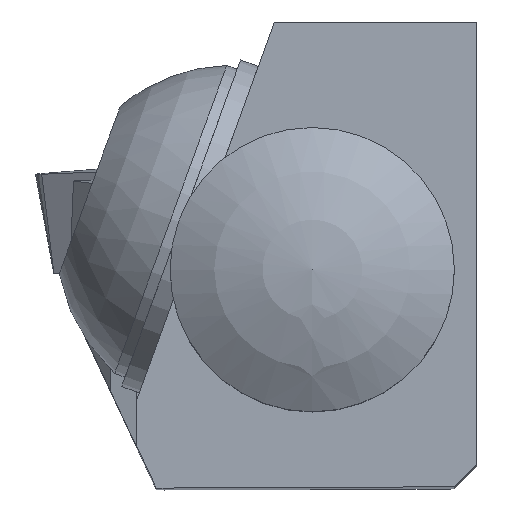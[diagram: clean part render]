
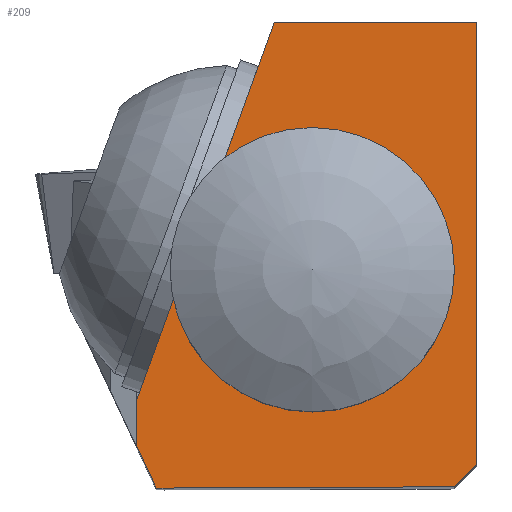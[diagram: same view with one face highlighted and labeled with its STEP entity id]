
A CAD part, top view. The second image highlights one B-rep face of the part: STEP entity #209.
In plain terms, the highlighted planar face has unit normal (0, 0, 1).
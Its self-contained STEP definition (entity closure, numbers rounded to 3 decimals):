
#115=FACE_BOUND('',#319,.T.);
#116=FACE_BOUND('',#320,.T.);
#173=CIRCLE('',#977,2.5);
#209=ADVANCED_FACE('',(#115,#116),#259,.F.);
#259=PLANE('',#978);
#319=EDGE_LOOP('',(#435));
#320=EDGE_LOOP('',(#436,#437,#438,#439,#440,#441,#442,#443));
#435=ORIENTED_EDGE('',*,*,#701,.T.);
#436=ORIENTED_EDGE('',*,*,#702,.F.);
#437=ORIENTED_EDGE('',*,*,#703,.T.);
#438=ORIENTED_EDGE('',*,*,#693,.T.);
#439=ORIENTED_EDGE('',*,*,#704,.T.);
#440=ORIENTED_EDGE('',*,*,#690,.F.);
#441=ORIENTED_EDGE('',*,*,#705,.T.);
#442=ORIENTED_EDGE('',*,*,#706,.F.);
#443=ORIENTED_EDGE('',*,*,#699,.T.);
#610=VERTEX_POINT('',#1383);
#611=VERTEX_POINT('',#1385);
#613=VERTEX_POINT('',#1391);
#614=VERTEX_POINT('',#1392);
#618=VERTEX_POINT('',#1402);
#619=VERTEX_POINT('',#1404);
#620=VERTEX_POINT('',#1408);
#621=VERTEX_POINT('',#1410);
#622=VERTEX_POINT('',#1414);
#690=EDGE_CURVE('',#610,#611,#785,.T.);
#693=EDGE_CURVE('',#613,#614,#787,.T.);
#699=EDGE_CURVE('',#619,#618,#793,.T.);
#701=EDGE_CURVE('',#620,#620,#173,.T.);
#702=EDGE_CURVE('',#621,#618,#795,.T.);
#703=EDGE_CURVE('',#621,#613,#796,.T.);
#704=EDGE_CURVE('',#614,#611,#797,.T.);
#705=EDGE_CURVE('',#610,#622,#798,.T.);
#706=EDGE_CURVE('',#619,#622,#799,.T.);
#785=LINE('',#1384,#851);
#787=LINE('',#1390,#853);
#793=LINE('',#1403,#859);
#795=LINE('',#1409,#861);
#796=LINE('',#1411,#862);
#797=LINE('',#1412,#863);
#798=LINE('',#1413,#864);
#799=LINE('',#1415,#865);
#851=VECTOR('',#1110,1.);
#853=VECTOR('',#1116,1.);
#859=VECTOR('',#1124,1.);
#861=VECTOR('',#1130,1.);
#862=VECTOR('',#1131,1.);
#863=VECTOR('',#1132,1.);
#864=VECTOR('',#1133,1.);
#865=VECTOR('',#1134,1.);
#977=AXIS2_PLACEMENT_3D('',#1407,#1128,#1129);
#978=AXIS2_PLACEMENT_3D('',#1416,#1135,#1136);
#1110=DIRECTION('',(0.342,0.94,0.));
#1116=DIRECTION('',(0.,1.,0.));
#1124=DIRECTION('',(1.,0.,0.));
#1128=DIRECTION('',(0.,0.,-1.));
#1129=DIRECTION('',(0.,-1.,0.));
#1130=DIRECTION('',(-1.,-0.004,0.));
#1131=DIRECTION('',(0.706,0.709,0.));
#1132=DIRECTION('',(-1.,0.,0.));
#1133=DIRECTION('',(0.,-1.,0.));
#1134=DIRECTION('',(-0.423,0.906,0.));
#1135=DIRECTION('',(0.,0.,-1.));
#1136=DIRECTION('',(0.,-1.,0.));
#1383=CARTESIAN_POINT('',(-10.75,2.8,-8.));
#1384=CARTESIAN_POINT('',(-11.769,0.,-8.));
#1385=CARTESIAN_POINT('',(-6.4,14.75,-8.));
#1390=CARTESIAN_POINT('',(0.,0.,-8.));
#1391=CARTESIAN_POINT('',(0.,0.743,-8.));
#1392=CARTESIAN_POINT('',(0.,14.75,-8.));
#1402=CARTESIAN_POINT('',(-9.883,0.,-8.));
#1403=CARTESIAN_POINT('',(-15.,0.,-8.));
#1404=CARTESIAN_POINT('',(-10.135,0.,-8.));
#1407=CARTESIAN_POINT('',(-5.2,6.9,-8.));
#1408=CARTESIAN_POINT('',(-5.2,4.4,-8.));
#1409=CARTESIAN_POINT('',(0.064,0.043,-8.));
#1410=CARTESIAN_POINT('',(-0.7,0.04,-8.));
#1411=CARTESIAN_POINT('',(0.,0.743,-8.));
#1412=CARTESIAN_POINT('',(0.,14.75,-8.));
#1413=CARTESIAN_POINT('',(-10.75,16.,-8.));
#1414=CARTESIAN_POINT('',(-10.75,1.318,-8.));
#1415=CARTESIAN_POINT('',(-13.975,8.234,-8.));
#1416=CARTESIAN_POINT('',(0.,14.75,-8.));
